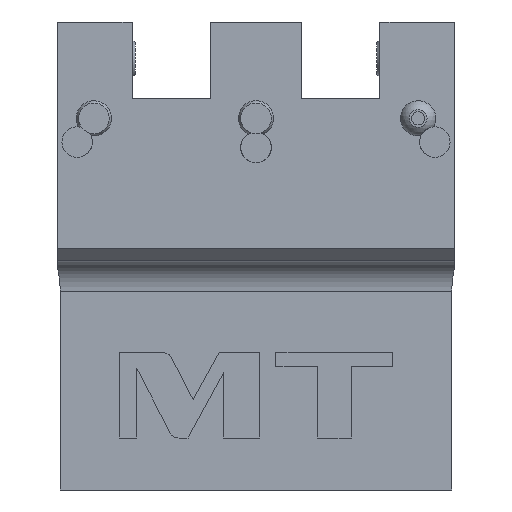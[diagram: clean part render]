
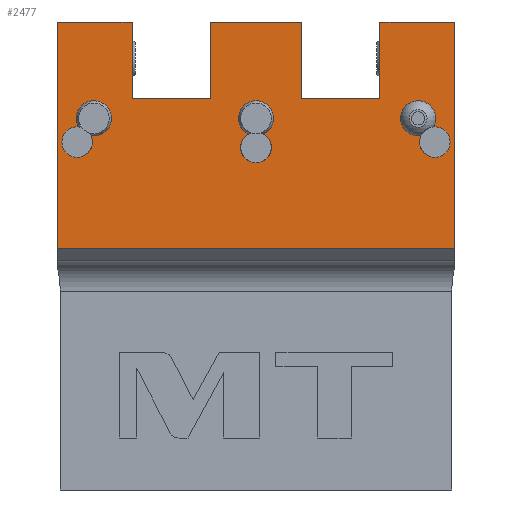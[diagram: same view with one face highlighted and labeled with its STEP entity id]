
A CAD part, left-side view. The second image highlights one B-rep face of the part: STEP entity #2477.
In plain terms, the highlighted planar face has unit normal (-1, 0, 0).
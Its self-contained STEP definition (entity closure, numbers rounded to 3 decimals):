
#405=DIRECTION('',(0.,-1.,0.));
#406=VECTOR('',#405,130.);
#407=CARTESIAN_POINT('',(-90.,65.,19.));
#408=LINE('',#407,#406);
#409=DIRECTION('',(0.,0.,-1.));
#410=VECTOR('',#409,74.);
#411=CARTESIAN_POINT('',(-90.,65.,93.));
#412=LINE('',#411,#410);
#413=DIRECTION('',(0.,1.,0.));
#414=VECTOR('',#413,24.5);
#415=CARTESIAN_POINT('',(-90.,40.5,93.));
#416=LINE('',#415,#414);
#417=DIRECTION('',(0.,0.,-1.));
#418=VECTOR('',#417,25.);
#419=CARTESIAN_POINT('',(-90.,40.5,93.));
#420=LINE('',#419,#418);
#421=DIRECTION('',(0.,-1.,0.));
#422=VECTOR('',#421,25.5);
#423=CARTESIAN_POINT('',(-90.,40.5,68.));
#424=LINE('',#423,#422);
#425=DIRECTION('',(0.,0.,-1.));
#426=VECTOR('',#425,25.);
#427=CARTESIAN_POINT('',(-90.,15.,93.));
#428=LINE('',#427,#426);
#429=DIRECTION('',(0.,1.,0.));
#430=VECTOR('',#429,30.);
#431=CARTESIAN_POINT('',(-90.,-15.,93.));
#432=LINE('',#431,#430);
#433=DIRECTION('',(0.,0.,-1.));
#434=VECTOR('',#433,25.);
#435=CARTESIAN_POINT('',(-90.,-15.,93.));
#436=LINE('',#435,#434);
#437=DIRECTION('',(0.,-1.,0.));
#438=VECTOR('',#437,25.5);
#439=CARTESIAN_POINT('',(-90.,-15.,68.));
#440=LINE('',#439,#438);
#441=DIRECTION('',(0.,0.,-1.));
#442=VECTOR('',#441,25.);
#443=CARTESIAN_POINT('',(-90.,-40.5,93.));
#444=LINE('',#443,#442);
#445=DIRECTION('',(0.,1.,0.));
#446=VECTOR('',#445,24.5);
#447=CARTESIAN_POINT('',(-90.,-65.,93.));
#448=LINE('',#447,#446);
#449=DIRECTION('',(0.,0.,1.));
#450=VECTOR('',#449,74.);
#451=CARTESIAN_POINT('',(-90.,-65.,19.));
#452=LINE('',#451,#450);
#453=CARTESIAN_POINT('',(-90.,-53.,61.5));
#454=DIRECTION('',(-1.,0.,0.));
#455=DIRECTION('',(0.,-1.,0.));
#456=AXIS2_PLACEMENT_3D('',#453,#454,#455);
#458=CARTESIAN_POINT('',(-90.,-53.,61.5));
#459=DIRECTION('',(-1.,0.,0.));
#460=DIRECTION('',(0.,1.,0.));
#461=AXIS2_PLACEMENT_3D('',#458,#459,#460);
#463=CARTESIAN_POINT('',(-90.,0.,61.5));
#464=DIRECTION('',(-1.,0.,0.));
#465=DIRECTION('',(0.,-1.,0.));
#466=AXIS2_PLACEMENT_3D('',#463,#464,#465);
#468=CARTESIAN_POINT('',(-90.,0.,61.5));
#469=DIRECTION('',(-1.,0.,0.));
#470=DIRECTION('',(0.,1.,0.));
#471=AXIS2_PLACEMENT_3D('',#468,#469,#470);
#473=CARTESIAN_POINT('',(-90.,53.,61.5));
#474=DIRECTION('',(-1.,0.,0.));
#475=DIRECTION('',(0.,-1.,0.));
#476=AXIS2_PLACEMENT_3D('',#473,#474,#475);
#478=CARTESIAN_POINT('',(-90.,53.,61.5));
#479=DIRECTION('',(-1.,0.,0.));
#480=DIRECTION('',(0.,1.,0.));
#481=AXIS2_PLACEMENT_3D('',#478,#479,#480);
#483=CARTESIAN_POINT('',(-90.,-58.449,53.718));
#484=DIRECTION('',(1.,0.,0.));
#485=DIRECTION('',(0.,0.,-1.));
#486=AXIS2_PLACEMENT_3D('',#483,#484,#485);
#488=CARTESIAN_POINT('',(-90.,-58.449,53.718));
#489=DIRECTION('',(1.,0.,0.));
#490=DIRECTION('',(0.,0.,1.));
#491=AXIS2_PLACEMENT_3D('',#488,#489,#490);
#493=CARTESIAN_POINT('',(-90.,0.,52.));
#494=DIRECTION('',(1.,0.,0.));
#495=DIRECTION('',(0.,0.,-1.));
#496=AXIS2_PLACEMENT_3D('',#493,#494,#495);
#498=CARTESIAN_POINT('',(-90.,0.,52.));
#499=DIRECTION('',(1.,0.,0.));
#500=DIRECTION('',(0.,0.,1.));
#501=AXIS2_PLACEMENT_3D('',#498,#499,#500);
#503=CARTESIAN_POINT('',(-90.,58.449,53.718));
#504=DIRECTION('',(1.,0.,0.));
#505=DIRECTION('',(0.,0.,-1.));
#506=AXIS2_PLACEMENT_3D('',#503,#504,#505);
#508=CARTESIAN_POINT('',(-90.,58.449,53.718));
#509=DIRECTION('',(1.,0.,0.));
#510=DIRECTION('',(0.,0.,1.));
#511=AXIS2_PLACEMENT_3D('',#508,#509,#510);
#1580=CARTESIAN_POINT('',(-90.,-65.,19.));
#1582=VERTEX_POINT('',#1580);
#1586=CARTESIAN_POINT('',(-90.,65.,19.));
#1587=VERTEX_POINT('',#1586);
#1588=CARTESIAN_POINT('',(-90.,65.,93.));
#1589=VERTEX_POINT('',#1588);
#1590=CARTESIAN_POINT('',(-90.,-65.,93.));
#1591=VERTEX_POINT('',#1590);
#1608=CARTESIAN_POINT('',(-90.,40.5,93.));
#1609=CARTESIAN_POINT('',(-90.,40.5,68.));
#1610=VERTEX_POINT('',#1608);
#1611=VERTEX_POINT('',#1609);
#1612=CARTESIAN_POINT('',(-90.,15.,68.));
#1613=VERTEX_POINT('',#1612);
#1614=CARTESIAN_POINT('',(-90.,15.,93.));
#1615=VERTEX_POINT('',#1614);
#1616=CARTESIAN_POINT('',(-90.,-15.,93.));
#1617=CARTESIAN_POINT('',(-90.,-15.,68.));
#1618=VERTEX_POINT('',#1616);
#1619=VERTEX_POINT('',#1617);
#1620=CARTESIAN_POINT('',(-90.,-40.5,68.));
#1621=VERTEX_POINT('',#1620);
#1622=CARTESIAN_POINT('',(-90.,-40.5,93.));
#1623=VERTEX_POINT('',#1622);
#1674=CARTESIAN_POINT('',(-90.,-58.754,61.5));
#1675=CARTESIAN_POINT('',(-90.,-47.246,61.5));
#1676=VERTEX_POINT('',#1674);
#1677=VERTEX_POINT('',#1675);
#1686=CARTESIAN_POINT('',(-90.,-5.754,61.5));
#1687=CARTESIAN_POINT('',(-90.,5.754,61.5));
#1688=VERTEX_POINT('',#1686);
#1689=VERTEX_POINT('',#1687);
#1694=CARTESIAN_POINT('',(-90.,47.246,61.5));
#1695=CARTESIAN_POINT('',(-90.,58.754,61.5));
#1696=VERTEX_POINT('',#1694);
#1697=VERTEX_POINT('',#1695);
#1706=CARTESIAN_POINT('',(-90.,-58.449,50.918));
#1707=CARTESIAN_POINT('',(-90.,-58.449,56.518));
#1708=VERTEX_POINT('',#1706);
#1709=VERTEX_POINT('',#1707);
#1718=CARTESIAN_POINT('',(-90.,0.,49.2));
#1719=CARTESIAN_POINT('',(-90.,0.,54.8));
#1720=VERTEX_POINT('',#1718);
#1721=VERTEX_POINT('',#1719);
#1734=CARTESIAN_POINT('',(-90.,58.449,50.918));
#1735=CARTESIAN_POINT('',(-90.,58.449,56.518));
#1736=VERTEX_POINT('',#1734);
#1737=VERTEX_POINT('',#1735);
#2421=CARTESIAN_POINT('',(-90.,0.,0.));
#2422=DIRECTION('',(-1.,0.,0.));
#2423=DIRECTION('',(0.,-1.,0.));
#2424=AXIS2_PLACEMENT_3D('',#2421,#2422,#2423);
#2425=PLANE('',#2424);
#2426=ORIENTED_EDGE('',*,*,#2401,.F.);
#2427=ORIENTED_EDGE('',*,*,#2371,.F.);
#2429=ORIENTED_EDGE('',*,*,#2428,.F.);
#2430=ORIENTED_EDGE('',*,*,#2099,.T.);
#2431=ORIENTED_EDGE('',*,*,#2132,.T.);
#2432=ORIENTED_EDGE('',*,*,#2146,.F.);
#2433=ORIENTED_EDGE('',*,*,#2161,.F.);
#2434=ORIENTED_EDGE('',*,*,#2174,.T.);
#2435=ORIENTED_EDGE('',*,*,#2188,.T.);
#2436=ORIENTED_EDGE('',*,*,#2202,.F.);
#2437=ORIENTED_EDGE('',*,*,#2237,.F.);
#2438=ORIENTED_EDGE('',*,*,#2415,.F.);
#2439=EDGE_LOOP('',(#2426,#2427,#2429,#2430,#2431,#2432,#2433,#2434,#2435,#2436,
#2437,#2438));
#2440=FACE_OUTER_BOUND('',#2439,.F.);
#2442=ORIENTED_EDGE('',*,*,#2441,.T.);
#2444=ORIENTED_EDGE('',*,*,#2443,.T.);
#2445=EDGE_LOOP('',(#2442,#2444));
#2446=FACE_BOUND('',#2445,.F.);
#2448=ORIENTED_EDGE('',*,*,#2447,.T.);
#2450=ORIENTED_EDGE('',*,*,#2449,.T.);
#2451=EDGE_LOOP('',(#2448,#2450));
#2452=FACE_BOUND('',#2451,.F.);
#2454=ORIENTED_EDGE('',*,*,#2453,.T.);
#2456=ORIENTED_EDGE('',*,*,#2455,.T.);
#2457=EDGE_LOOP('',(#2454,#2456));
#2458=FACE_BOUND('',#2457,.F.);
#2460=ORIENTED_EDGE('',*,*,#2459,.F.);
#2462=ORIENTED_EDGE('',*,*,#2461,.F.);
#2463=EDGE_LOOP('',(#2460,#2462));
#2464=FACE_BOUND('',#2463,.F.);
#2466=ORIENTED_EDGE('',*,*,#2465,.F.);
#2468=ORIENTED_EDGE('',*,*,#2467,.F.);
#2469=EDGE_LOOP('',(#2466,#2468));
#2470=FACE_BOUND('',#2469,.F.);
#2472=ORIENTED_EDGE('',*,*,#2471,.F.);
#2474=ORIENTED_EDGE('',*,*,#2473,.F.);
#2475=EDGE_LOOP('',(#2472,#2474));
#2476=FACE_BOUND('',#2475,.F.);
#2477=ADVANCED_FACE('',(#2440,#2446,#2452,#2458,#2464,#2470,#2476),#2425,.T.);
#457=CIRCLE('',#456,5.754);
#462=CIRCLE('',#461,5.754);
#467=CIRCLE('',#466,5.754);
#472=CIRCLE('',#471,5.754);
#477=CIRCLE('',#476,5.754);
#482=CIRCLE('',#481,5.754);
#487=CIRCLE('',#486,2.8);
#492=CIRCLE('',#491,2.8);
#497=CIRCLE('',#496,2.8);
#502=CIRCLE('',#501,2.8);
#507=CIRCLE('',#506,2.8);
#512=CIRCLE('',#511,2.8);
#2099=EDGE_CURVE('',#1610,#1611,#420,.T.);
#2132=EDGE_CURVE('',#1611,#1613,#424,.T.);
#2146=EDGE_CURVE('',#1615,#1613,#428,.T.);
#2161=EDGE_CURVE('',#1618,#1615,#432,.T.);
#2174=EDGE_CURVE('',#1618,#1619,#436,.T.);
#2188=EDGE_CURVE('',#1619,#1621,#440,.T.);
#2202=EDGE_CURVE('',#1623,#1621,#444,.T.);
#2237=EDGE_CURVE('',#1591,#1623,#448,.T.);
#2371=EDGE_CURVE('',#1589,#1587,#412,.T.);
#2401=EDGE_CURVE('',#1587,#1582,#408,.T.);
#2415=EDGE_CURVE('',#1582,#1591,#452,.T.);
#2428=EDGE_CURVE('',#1610,#1589,#416,.T.);
#2441=EDGE_CURVE('',#1676,#1677,#457,.T.);
#2443=EDGE_CURVE('',#1677,#1676,#462,.T.);
#2447=EDGE_CURVE('',#1688,#1689,#467,.T.);
#2449=EDGE_CURVE('',#1689,#1688,#472,.T.);
#2453=EDGE_CURVE('',#1696,#1697,#477,.T.);
#2455=EDGE_CURVE('',#1697,#1696,#482,.T.);
#2459=EDGE_CURVE('',#1708,#1709,#487,.T.);
#2461=EDGE_CURVE('',#1709,#1708,#492,.T.);
#2465=EDGE_CURVE('',#1720,#1721,#497,.T.);
#2467=EDGE_CURVE('',#1721,#1720,#502,.T.);
#2471=EDGE_CURVE('',#1736,#1737,#507,.T.);
#2473=EDGE_CURVE('',#1737,#1736,#512,.T.);
